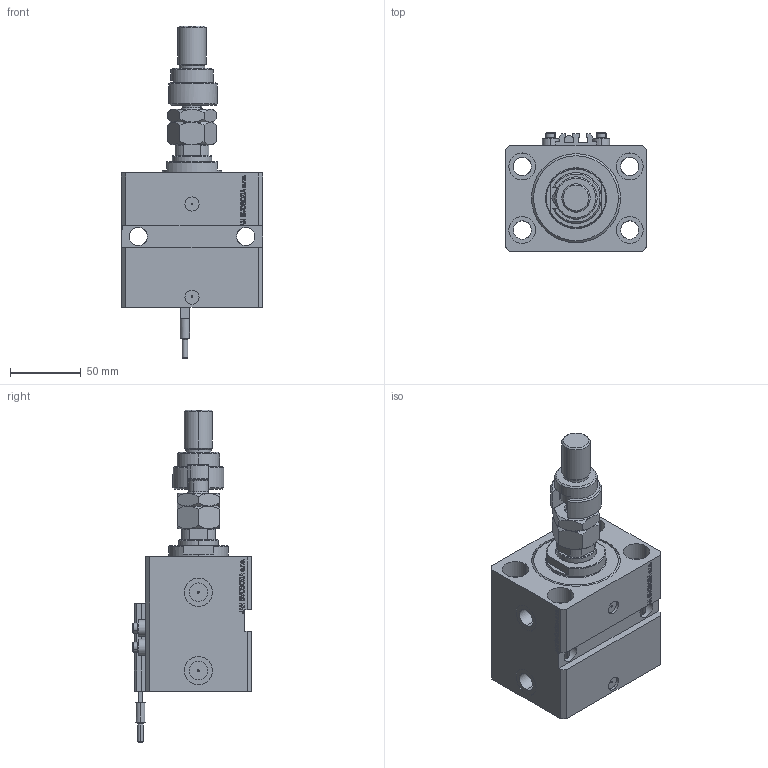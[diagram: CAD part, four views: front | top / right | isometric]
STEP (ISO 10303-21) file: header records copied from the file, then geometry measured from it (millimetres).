
FILE_DESCRIPTION (( 'STEP AP203' ), '1' );
FILE_NAME ('3bc4.STEP', '2024-09-30T12:23:56', ( '' ), ( '' ), 'SwSTEP 2.0', 'SolidWorks 2019', '' );
FILE_SCHEMA (( 'CONFIG_CONTROL_DESIGN' ));
Length unit declared in the file: millimetre
Products named in the file (9): DFA f70d1737e434789c95a94eeec118f9b5; V250CE_E_Body f70d1737e434789c95a94eeec118f9b5; V250CE_C_VCP f70d1737e434789c95a94eeec118f9b5; MFA f70d1737e434789c95a94eeec118f9b5; 3bc4; SWITCH_V250CE f70d1737e434789c95a94eeec118f9b5; V250CE_VC_E f70d1737e434789c95a94eeec118f9b5; ALLEN BOLT V250CE f70d1737e434789c95a94eeec118f9b5; FEMALE_PART_FOR_DFA f70d1737e434789c95a94eeec118f9b5
Assembly tree (11 placements, depth 3):
  3bc4
    V250CE_E_Body f70d1737e434789c95a94eeec118f9b5
    ALLEN BOLT V250CE f70d1737e434789c95a94eeec118f9b5  x4
    V250CE_C_VCP f70d1737e434789c95a94eeec118f9b5
    V250CE_VC_E f70d1737e434789c95a94eeec118f9b5
    DFA f70d1737e434789c95a94eeec118f9b5
      FEMALE_PART_FOR_DFA f70d1737e434789c95a94eeec118f9b5
      MFA f70d1737e434789c95a94eeec118f9b5
    SWITCH_V250CE f70d1737e434789c95a94eeec118f9b5
Bounding box: 100 x 84 x 235 mm (x, y, z)
Volume: 661683 mm3; surface area: 136510.9 mm2
Topology: 11 solids, 11 shells, 1199 faces, 2968 edges, 1909 vertices
Faces by surface type: plane 579, bspline 357, cylinder 145, cone 98, torus 20
Entity records: 51272 total; most frequent: CARTESIAN_POINT 25761, ORIENTED_EDGE 5626, DIRECTION 3883, EDGE_CURVE 2813, VERTEX_POINT 1825, VECTOR 1677, LINE 1677, EDGE_LOOP 1260
